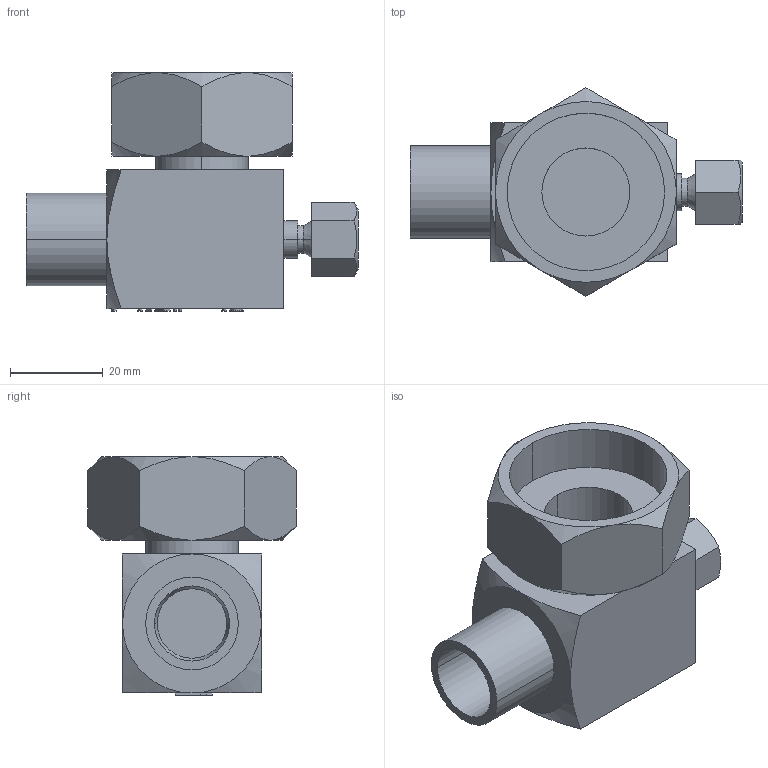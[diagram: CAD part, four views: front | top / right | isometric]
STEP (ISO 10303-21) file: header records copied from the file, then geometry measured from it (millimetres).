
FILE_DESCRIPTION((''),'2;1');
FILE_NAME('6804502A09','2023-04-04T10:41:28',('U375483'),('DANFOSS COMMERCIAL COMPRESSOR'),'CREO PARAMETRIC BY PTC INC, 2022124','CREO PARAMETRIC BY PTC INC, 2022124','');
FILE_SCHEMA(('CONFIG_CONTROL_DESIGN'));
Length unit declared in the file: millimetre
Products named in the file (1): 6804502A09
Bounding box: 71.65 x 45 x 51.5 mm (x, y, z)
Volume: 50257.8 mm3; surface area: 15328 mm2
Topology: 1 solids, 1 shells, 182 faces, 473 edges, 312 vertices
Faces by surface type: plane 144, cone 22, cylinder 16
Entity records: 5721 total; most frequent: CARTESIAN_POINT 1241, ORIENTED_EDGE 946, DIRECTION 849, EDGE_CURVE 473, VECTOR 381, LINE 381, VERTEX_POINT 312, AXIS2_PLACEMENT_3D 234
